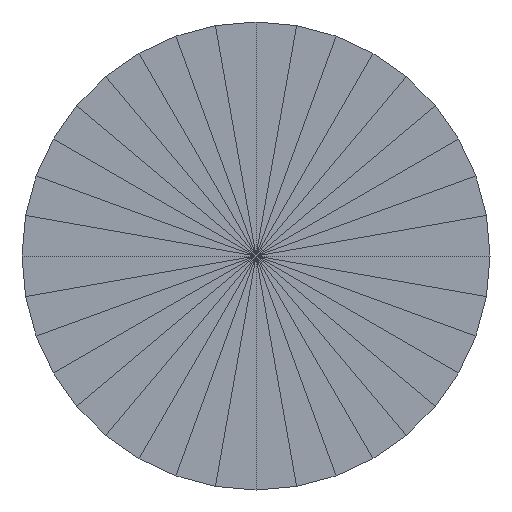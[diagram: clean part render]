
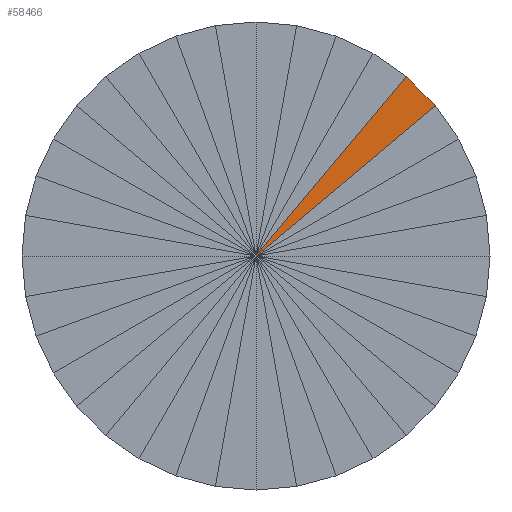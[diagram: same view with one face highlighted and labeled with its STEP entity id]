
A CAD part, front view. The second image highlights one B-rep face of the part: STEP entity #58466.
In plain terms, the highlighted planar face has unit normal (0, -1, 0).
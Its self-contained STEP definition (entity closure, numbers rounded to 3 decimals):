
#57487 = VERTEX_POINT('',#57488);
#57488 = CARTESIAN_POINT('',(15.894,0.,14.785));
#57525 = EDGE_CURVE('',#57526,#57487,#57528,.T.);
#57526 = VERTEX_POINT('',#57527);
#57527 = CARTESIAN_POINT('',(14.785,0.,15.894));
#57528 = LINE('',#57529,#57530);
#57529 = CARTESIAN_POINT('',(14.785,0.,15.894));
#57530 = VECTOR('',#57531,1.);
#57531 = DIRECTION('',(0.707,0.,-0.707));
#58416 = VERTEX_POINT('',#58417);
#58417 = CARTESIAN_POINT('',(9.,0.,9.));
#58466 = ADVANCED_FACE('',(#58467),#58482,.T.);
#58467 = FACE_BOUND('',#58468,.T.);
#58468 = EDGE_LOOP('',(#58469,#58475,#58476));
#58469 = ORIENTED_EDGE('',*,*,#58470,.T.);
#58470 = EDGE_CURVE('',#58416,#57487,#58471,.T.);
#58471 = LINE('',#58472,#58473);
#58472 = CARTESIAN_POINT('',(9.,0.,9.));
#58473 = VECTOR('',#58474,1.);
#58474 = DIRECTION('',(0.766,0.,0.643));
#58475 = ORIENTED_EDGE('',*,*,#57525,.F.);
#58476 = ORIENTED_EDGE('',*,*,#58477,.T.);
#58477 = EDGE_CURVE('',#57526,#58416,#58478,.T.);
#58478 = LINE('',#58479,#58480);
#58479 = CARTESIAN_POINT('',(14.785,0.,15.894));
#58480 = VECTOR('',#58481,1.);
#58481 = DIRECTION('',(-0.643,0.,-0.766));
#58482 = PLANE('',#58483);
#58483 = AXIS2_PLACEMENT_3D('',#58484,#58485,#58486);
#58484 = CARTESIAN_POINT('',(12.424,0.,12.424));
#58485 = DIRECTION('',(-0.,-1.,-0.));
#58486 = DIRECTION('',(0.,0.,-1.));
